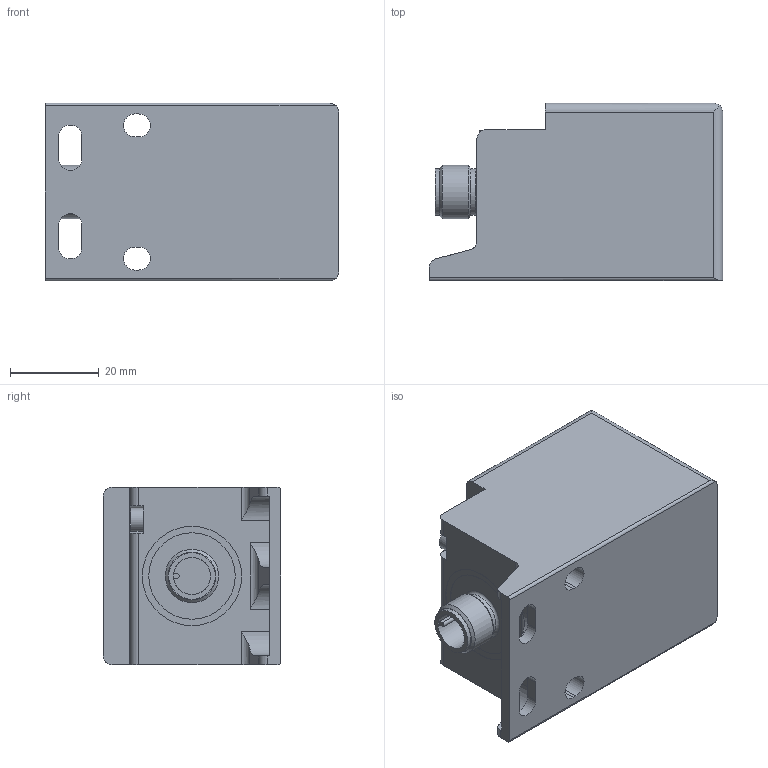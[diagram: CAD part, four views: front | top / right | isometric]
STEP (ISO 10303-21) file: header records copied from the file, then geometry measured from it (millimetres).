
FILE_DESCRIPTION (( 'STEP AP214' ), '1' );
FILE_NAME ('GM705S.STEP', '2025-02-21T11:55:31', ( '' ), ( '' ), 'SwSTEP 2.0', 'SolidWorks 2024', '' );
FILE_SCHEMA (( 'AUTOMOTIVE_DESIGN' ));
Length unit declared in the file: millimetre
Products named in the file (1): GM705S
Bounding box: 66.15 x 40 x 40 mm (x, y, z)
Volume: 84276.8 mm3; surface area: 14728.7 mm2
Topology: 1 solids, 1 shells, 132 faces, 326 edges, 216 vertices
Faces by surface type: plane 74, cylinder 55, cone 2, torus 1
Full cylindrical faces by diameter (mm): 4.6 x2, 5.2 x1, 8 x1, 8.35 x1, 10.5 x2, 12 x1, 19.5 x1, 20 x1, 22.4 x1
Entity records: 4067 total; most frequent: CARTESIAN_POINT 899, DIRECTION 658, ORIENTED_EDGE 620, EDGE_CURVE 310, AXIS2_PLACEMENT_3D 231, VERTEX_POINT 214, LINE 196, VECTOR 196
